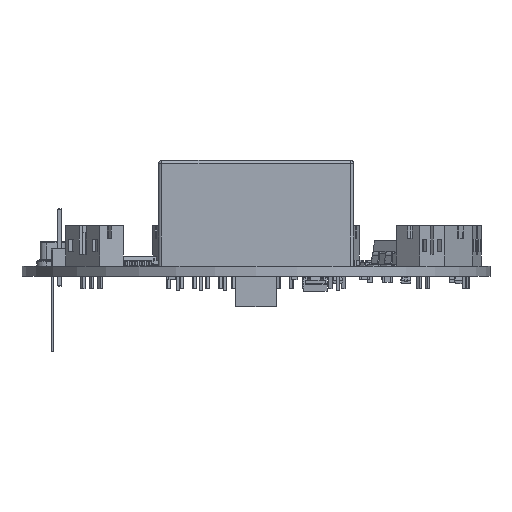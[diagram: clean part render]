
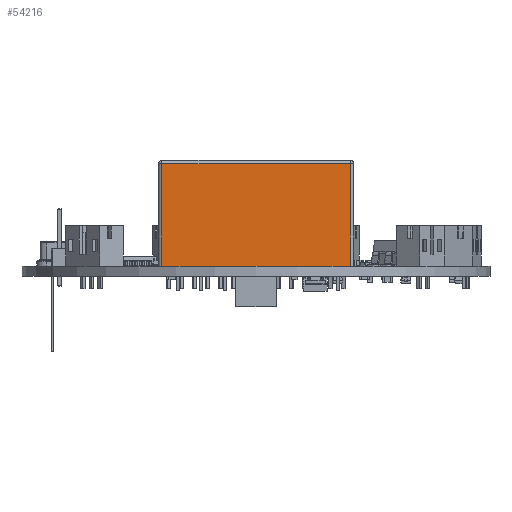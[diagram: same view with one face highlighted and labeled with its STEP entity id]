
A CAD part, front view. The second image highlights one B-rep face of the part: STEP entity #54216.
In plain terms, the highlighted planar face has unit normal (0, -1, 0).
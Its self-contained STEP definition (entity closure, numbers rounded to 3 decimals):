
#53945 = VERTEX_POINT('',#53946);
#53946 = CARTESIAN_POINT('',(-14.,-6.35,0.));
#53996 = VERTEX_POINT('',#53997);
#53997 = CARTESIAN_POINT('',(14.,-6.35,0.));
#54004 = EDGE_CURVE('',#53945,#53996,#54005,.T.);
#54005 = LINE('',#54006,#54007);
#54006 = CARTESIAN_POINT('',(-14.,-6.35,0.));
#54007 = VECTOR('',#54008,1.);
#54008 = DIRECTION('',(1.,0.,0.));
#54197 = VERTEX_POINT('',#54198);
#54198 = CARTESIAN_POINT('',(-14.,-6.35,-15.2));
#54205 = EDGE_CURVE('',#53945,#54197,#54206,.T.);
#54206 = LINE('',#54207,#54208);
#54207 = CARTESIAN_POINT('',(-14.,-6.35,0.));
#54208 = VECTOR('',#54209,1.);
#54209 = DIRECTION('',(0.,0.,-1.));
#54216 = ADVANCED_FACE('',(#54217),#54235,.T.);
#54217 = FACE_BOUND('',#54218,.F.);
#54218 = EDGE_LOOP('',(#54219,#54220,#54221,#54229));
#54219 = ORIENTED_EDGE('',*,*,#54205,.F.);
#54220 = ORIENTED_EDGE('',*,*,#54004,.T.);
#54221 = ORIENTED_EDGE('',*,*,#54222,.T.);
#54222 = EDGE_CURVE('',#53996,#54223,#54225,.T.);
#54223 = VERTEX_POINT('',#54224);
#54224 = CARTESIAN_POINT('',(14.,-6.35,-15.2));
#54225 = LINE('',#54226,#54227);
#54226 = CARTESIAN_POINT('',(14.,-6.35,0.));
#54227 = VECTOR('',#54228,1.);
#54228 = DIRECTION('',(0.,0.,-1.));
#54229 = ORIENTED_EDGE('',*,*,#54230,.T.);
#54230 = EDGE_CURVE('',#54223,#54197,#54231,.T.);
#54231 = LINE('',#54232,#54233);
#54232 = CARTESIAN_POINT('',(14.,-6.35,-15.2));
#54233 = VECTOR('',#54234,1.);
#54234 = DIRECTION('',(-1.,0.,0.));
#54235 = PLANE('',#54236);
#54236 = AXIS2_PLACEMENT_3D('',#54237,#54238,#54239);
#54237 = CARTESIAN_POINT('',(-14.5,-6.35,0.));
#54238 = DIRECTION('',(0.,-1.,0.));
#54239 = DIRECTION('',(1.,0.,0.));
